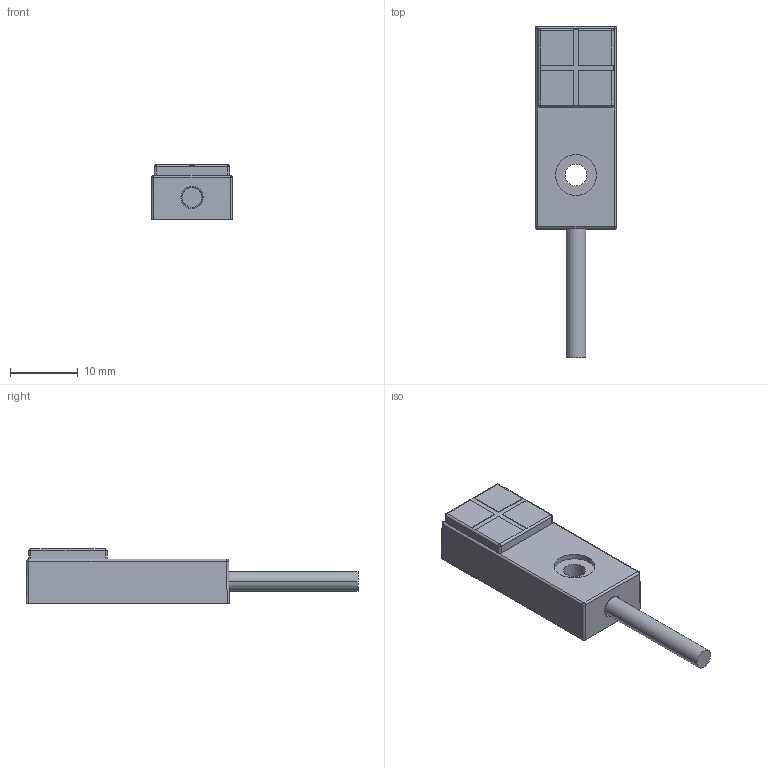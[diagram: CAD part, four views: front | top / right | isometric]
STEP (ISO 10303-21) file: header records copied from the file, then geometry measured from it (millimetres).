
FILE_DESCRIPTION((''),'2;1');
FILE_NAME('TEN12','2022-03-25T',('EDY'),(''),'CREO PARAMETRIC BY PTC INC, 2018070','CREO PARAMETRIC BY PTC INC, 2018070','');
FILE_SCHEMA(('CONFIG_CONTROL_DESIGN'));
Length unit declared in the file: millimetre
Products named in the file (1): TEN12
Bounding box: 12 x 49 x 8 mm (x, y, z)
Volume: 2251.1 mm3; surface area: 2255.5 mm2
Topology: 1 solids, 3 shells, 143 faces, 349 edges, 218 vertices
Faces by surface type: plane 75, cylinder 56, sphere 8, cone 2, bspline 2
Entity records: 4414 total; most frequent: CARTESIAN_POINT 926, DIRECTION 719, ORIENTED_EDGE 682, EDGE_CURVE 341, AXIS2_PLACEMENT_3D 253, VERTEX_POINT 218, VECTOR 213, LINE 213
